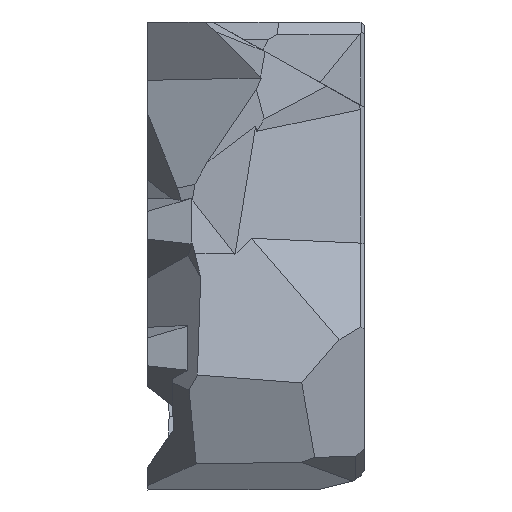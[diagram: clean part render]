
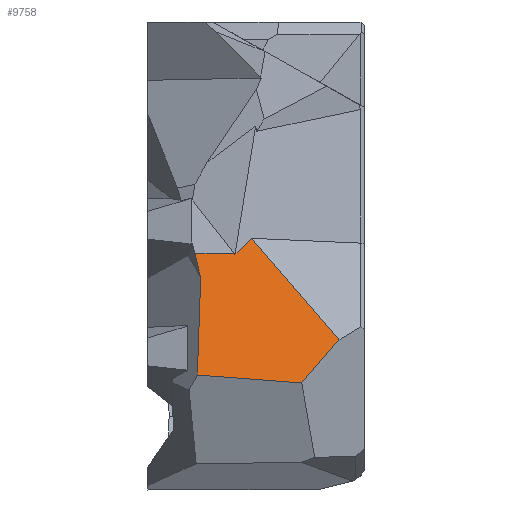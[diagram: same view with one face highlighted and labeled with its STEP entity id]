
A CAD part, left-side view. The second image highlights one B-rep face of the part: STEP entity #9758.
In plain terms, the highlighted planar face has unit normal (-0.966, 0, 0.261).
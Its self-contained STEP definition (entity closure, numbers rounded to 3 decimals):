
#1029=PLANE('',#10264);
#1356=FACE_OUTER_BOUND('',#1868,.T.);
#1868=EDGE_LOOP('',(#7413,#7414,#7415,#7416,#7417,#7418,#7419,#7420));
#2646=LINE('',#19487,#3391);
#2650=LINE('',#19494,#3395);
#2661=LINE('',#19516,#3406);
#2662=LINE('',#19518,#3407);
#2663=LINE('',#19520,#3408);
#2664=LINE('',#19522,#3409);
#2665=LINE('',#19524,#3410);
#2666=LINE('',#19525,#3411);
#3391=VECTOR('',#11201,10.);
#3395=VECTOR('',#11207,10.);
#3406=VECTOR('',#11230,10.);
#3407=VECTOR('',#11231,10.);
#3408=VECTOR('',#11232,10.);
#3409=VECTOR('',#11233,10.);
#3410=VECTOR('',#11234,10.);
#3411=VECTOR('',#11235,10.);
#4236=VERTEX_POINT('',#19484);
#4237=VERTEX_POINT('',#19486);
#4239=VERTEX_POINT('',#19492);
#4244=VERTEX_POINT('',#19515);
#4245=VERTEX_POINT('',#19517);
#4246=VERTEX_POINT('',#19519);
#4247=VERTEX_POINT('',#19521);
#4248=VERTEX_POINT('',#19523);
#5452=EDGE_CURVE('',#4237,#4236,#2646,.T.);
#5456=EDGE_CURVE('',#4239,#4236,#2650,.T.);
#5467=EDGE_CURVE('',#4244,#4239,#2661,.T.);
#5468=EDGE_CURVE('',#4244,#4245,#2662,.F.);
#5469=EDGE_CURVE('',#4246,#4245,#2663,.T.);
#5470=EDGE_CURVE('',#4247,#4246,#2664,.T.);
#5471=EDGE_CURVE('',#4248,#4247,#2665,.T.);
#5472=EDGE_CURVE('',#4237,#4248,#2666,.T.);
#7413=ORIENTED_EDGE('',*,*,#5452,.T.);
#7414=ORIENTED_EDGE('',*,*,#5456,.F.);
#7415=ORIENTED_EDGE('',*,*,#5467,.F.);
#7416=ORIENTED_EDGE('',*,*,#5468,.T.);
#7417=ORIENTED_EDGE('',*,*,#5469,.F.);
#7418=ORIENTED_EDGE('',*,*,#5470,.F.);
#7419=ORIENTED_EDGE('',*,*,#5471,.F.);
#7420=ORIENTED_EDGE('',*,*,#5472,.F.);
#9758=ADVANCED_FACE('',(#1356),#1029,.F.);
#10264=AXIS2_PLACEMENT_3D('',#19514,#11228,#11229);
#11201=DIRECTION('',(0.2,0.64,0.742));
#11207=DIRECTION('',(0.185,-0.705,0.685));
#11228=DIRECTION('center_axis',(0.965,0.,
-0.261));
#11229=DIRECTION('ref_axis',(-0.261,0.,-0.965));
#11230=DIRECTION('',(-0.21,-0.59,-0.779));
#11231=DIRECTION('',(0.,-1.,0.));
#11232=DIRECTION('',(0.254,0.23,0.94));
#11233=DIRECTION('',(0.26,-0.033,0.965));
#11234=DIRECTION('',(0.02,0.997,0.075));
#11235=DIRECTION('',(-0.2,0.64,-0.742));
#19484=CARTESIAN_POINT('',(-30.604,-13.131,34.17));
#19486=CARTESIAN_POINT('',(-34.062,-24.186,21.352));
#19487=CARTESIAN_POINT('',(-33.525,-22.468,23.344));
#19492=CARTESIAN_POINT('',(-31.151,-11.042,32.142));
#19494=CARTESIAN_POINT('',(-28.391,-21.577,42.369));
#19514=CARTESIAN_POINT('Origin',(-31.121,-27.5,32.254));
#19515=CARTESIAN_POINT('',(-31.121,-10.956,32.254));
#19516=CARTESIAN_POINT('',(-31.026,-10.692,32.604));
#19517=CARTESIAN_POINT('',(-31.121,-5.979,32.254));
#19518=CARTESIAN_POINT('',(-31.121,-27.5,32.254));
#19519=CARTESIAN_POINT('',(-31.929,-6.712,29.257));
#19520=CARTESIAN_POINT('',(-27.9,-3.061,44.189));
#19521=CARTESIAN_POINT('',(-35.265,-6.292,16.896));
#19522=CARTESIAN_POINT('',(-30.401,-6.905,34.919));
#19523=CARTESIAN_POINT('',(-35.534,-19.483,15.897));
#19524=CARTESIAN_POINT('',(-35.564,-20.969,15.785));
#19525=CARTESIAN_POINT('',(-34.793,-21.852,18.645));
